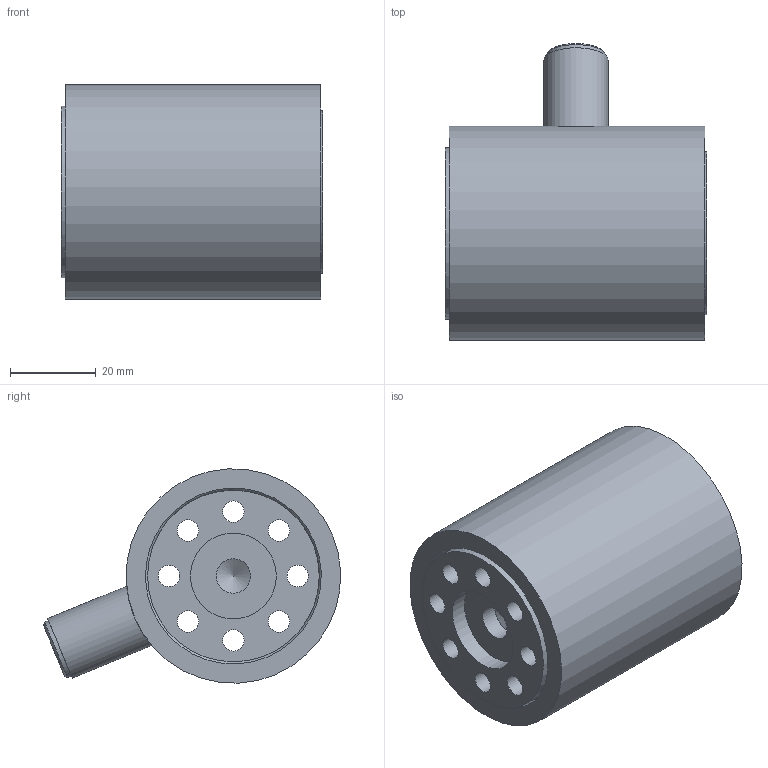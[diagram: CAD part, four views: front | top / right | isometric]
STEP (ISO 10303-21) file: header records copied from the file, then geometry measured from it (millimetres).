
FILE_DESCRIPTION (( 'STEP AP203' ), '1' );
FILE_NAME ('001039.STEP', '2013-04-10T09:59:18', ( '' ), ( '' ), 'SwSTEP 2.0', 'SolidWorks 2012', '' );
FILE_SCHEMA (( 'CONFIG_CONTROL_DESIGN' ));
Length unit declared in the file: millimetre
Products named in the file (1): 001039
Bounding box: 61 x 69.26 x 49.95 mm (x, y, z)
Surface area: 26620.1 mm2 (no closed solid volume)
Topology: 0 solids, 7 shells, 58 faces, 138 edges, 92 vertices
Faces by surface type: cylinder 39, plane 15, cone 2, torus 1, bspline 1
Full cylindrical faces by diameter (mm): 1.2 x7, 5 x16, 5.7 x1, 8 x2, 14 x1, 15 x1, 20 x2, 38 x1, 40 x2, 41 x1, 44 x1, 50 x1
Entity records: 1668 total; most frequent: CARTESIAN_POINT 324, DIRECTION 292, ORIENTED_EDGE 154, AXIS2_PLACEMENT_3D 140, EDGE_LOOP 131, EDGE_CURVE 96, FACE_OUTER_BOUND 95, VERTEX_POINT 90
